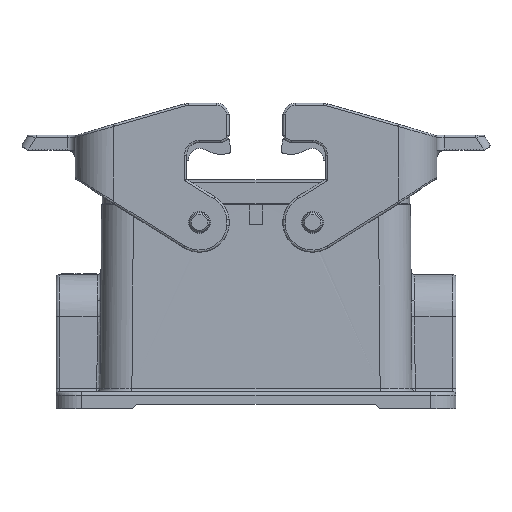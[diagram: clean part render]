
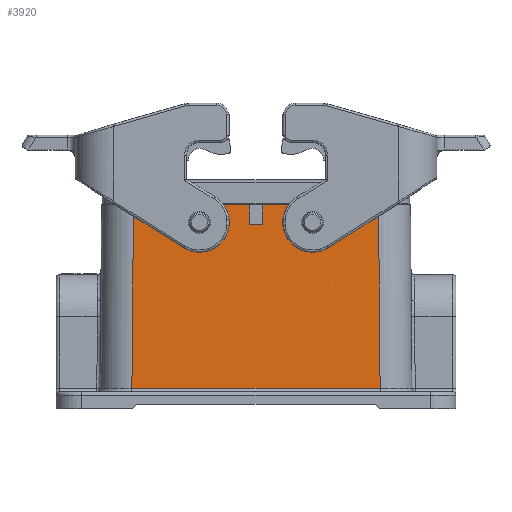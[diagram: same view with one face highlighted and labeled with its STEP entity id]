
A CAD part, front view. The second image highlights one B-rep face of the part: STEP entity #3920.
In plain terms, the highlighted planar face has unit normal (0, -1, 0.007).
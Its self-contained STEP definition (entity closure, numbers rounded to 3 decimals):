
#3920=ADVANCED_FACE('',(#5075,#5076,#5077),#4703,.T.);
#4703=PLANE('',#17544);
#5075=FACE_BOUND('',#5268,.T.);
#5076=FACE_BOUND('',#5269,.T.);
#5077=FACE_BOUND('',#5270,.T.);
#5268=EDGE_LOOP('',(#6292,#6293,#6294,#6295));
#5269=EDGE_LOOP('',(#6296,#6297,#6298,#6299));
#5270=EDGE_LOOP('',(#6300,#6301,#6302,#6303,#6304,#6305,#6306,#6307));
#6153=ELLIPSE('',#17542,3.5,3.5);
#6154=ELLIPSE('',#17543,3.5,3.5);
#6292=ORIENTED_EDGE('',*,*,#11389,.F.);
#6293=ORIENTED_EDGE('',*,*,#11390,.F.);
#6294=ORIENTED_EDGE('',*,*,#11391,.F.);
#6295=ORIENTED_EDGE('',*,*,#11392,.F.);
#6296=ORIENTED_EDGE('',*,*,#11393,.F.);
#6297=ORIENTED_EDGE('',*,*,#11394,.F.);
#6298=ORIENTED_EDGE('',*,*,#11395,.F.);
#6299=ORIENTED_EDGE('',*,*,#11396,.F.);
#6300=ORIENTED_EDGE('',*,*,#11397,.T.);
#6301=ORIENTED_EDGE('',*,*,#11398,.T.);
#6302=ORIENTED_EDGE('',*,*,#11399,.T.);
#6303=ORIENTED_EDGE('',*,*,#11400,.T.);
#6304=ORIENTED_EDGE('',*,*,#11401,.F.);
#6305=ORIENTED_EDGE('',*,*,#11402,.T.);
#6306=ORIENTED_EDGE('',*,*,#11403,.F.);
#6307=ORIENTED_EDGE('',*,*,#11404,.T.);
#10150=VERTEX_POINT('',#24279);
#10151=VERTEX_POINT('',#24280);
#10152=VERTEX_POINT('',#24282);
#10153=VERTEX_POINT('',#24284);
#10154=VERTEX_POINT('',#24296);
#10155=VERTEX_POINT('',#24297);
#10156=VERTEX_POINT('',#24299);
#10157=VERTEX_POINT('',#24301);
#10158=VERTEX_POINT('',#24304);
#10159=VERTEX_POINT('',#24305);
#10160=VERTEX_POINT('',#24307);
#10161=VERTEX_POINT('',#24309);
#10162=VERTEX_POINT('',#24311);
#10163=VERTEX_POINT('',#24313);
#10164=VERTEX_POINT('',#24315);
#10165=VERTEX_POINT('',#24317);
#11389=EDGE_CURVE('',#10150,#10151,#13338,.T.);
#11390=EDGE_CURVE('',#10152,#10150,#14375,.T.);
#11391=EDGE_CURVE('',#10153,#10152,#6153,.T.);
#11392=EDGE_CURVE('',#10151,#10153,#14376,.T.);
#11393=EDGE_CURVE('',#10154,#10155,#13339,.T.);
#11394=EDGE_CURVE('',#10156,#10154,#14377,.T.);
#11395=EDGE_CURVE('',#10157,#10156,#6154,.T.);
#11396=EDGE_CURVE('',#10155,#10157,#14378,.T.);
#11397=EDGE_CURVE('',#10158,#10159,#14379,.T.);
#11398=EDGE_CURVE('',#10159,#10160,#14380,.T.);
#11399=EDGE_CURVE('',#10160,#10161,#14381,.T.);
#11400=EDGE_CURVE('',#10161,#10162,#14382,.T.);
#11401=EDGE_CURVE('',#10163,#10162,#14383,.T.);
#11402=EDGE_CURVE('',#10163,#10164,#14384,.T.);
#11403=EDGE_CURVE('',#10165,#10164,#14385,.T.);
#11404=EDGE_CURVE('',#10165,#10158,#14386,.T.);
#13338=B_SPLINE_CURVE_WITH_KNOTS('',3,(#24269,#24270,#24271,#24272,#24273,
#24274,#24275,#24276,#24277,#24278),.UNSPECIFIED.,.F.,.F.,(4,2,2,2,4),(0.,
0.25,0.5,0.75,1.),.UNSPECIFIED.);
#13339=B_SPLINE_CURVE_WITH_KNOTS('',3,(#24286,#24287,#24288,#24289,#24290,
#24291,#24292,#24293,#24294,#24295),.UNSPECIFIED.,.F.,.F.,(4,2,2,2,4),(0.,
0.25,0.5,0.75,1.),.UNSPECIFIED.);
#14375=LINE('',#24281,#15617);
#14376=LINE('',#24285,#15618);
#14377=LINE('',#24298,#15619);
#14378=LINE('',#24302,#15620);
#14379=LINE('',#24303,#15621);
#14380=LINE('',#24306,#15622);
#14381=LINE('',#24308,#15623);
#14382=LINE('',#24310,#15624);
#14383=LINE('',#24312,#15625);
#14384=LINE('',#24314,#15626);
#14385=LINE('',#24316,#15627);
#14386=LINE('',#24318,#15628);
#15617=VECTOR('',#18931,1.);
#15618=VECTOR('',#18934,1.);
#15619=VECTOR('',#18935,1.);
#15620=VECTOR('',#18938,1.);
#15621=VECTOR('',#18939,1.);
#15622=VECTOR('',#18940,1.);
#15623=VECTOR('',#18941,1.);
#15624=VECTOR('',#18942,1.);
#15625=VECTOR('',#18943,1.);
#15626=VECTOR('',#18944,1.);
#15627=VECTOR('',#18945,1.);
#15628=VECTOR('',#18946,1.);
#17542=AXIS2_PLACEMENT_3D('',#24283,#18932,#18933);
#17543=AXIS2_PLACEMENT_3D('',#24300,#18936,#18937);
#17544=AXIS2_PLACEMENT_3D('',#24319,#18947,#18948);
#18931=DIRECTION('',(-1.,0.,0.));
#18932=DIRECTION('',(0.,-1.,0.007));
#18933=DIRECTION('',(0.,-0.007,-1.));
#18934=DIRECTION('',(-1.,0.,0.));
#18935=DIRECTION('',(-1.,0.,0.));
#18936=DIRECTION('',(0.,-1.,0.007));
#18937=DIRECTION('',(0.,-0.007,-1.));
#18938=DIRECTION('',(-1.,0.,0.));
#18939=DIRECTION('',(-0.009,-0.007,-1.));
#18940=DIRECTION('',(1.,0.,0.));
#18941=DIRECTION('',(-0.009,0.007,1.));
#18942=DIRECTION('',(-1.,0.,0.));
#18943=DIRECTION('',(0.,0.007,1.));
#18944=DIRECTION('',(-1.,0.,0.));
#18945=DIRECTION('',(0.,-0.007,-1.));
#18946=DIRECTION('',(-1.,0.,0.));
#18947=DIRECTION('',(0.,-1.,0.007));
#18948=DIRECTION('',(0.,-0.007,-1.));
#24269=CARTESIAN_POINT('',(15.1,-21.531,1.55));
#24270=CARTESIAN_POINT('',(15.1,-21.531,2.047));
#24271=CARTESIAN_POINT('',(14.925,-21.531,2.47));
#24272=CARTESIAN_POINT('',(14.222,-21.531,3.174));
#24273=CARTESIAN_POINT('',(13.798,-21.531,3.35));
#24274=CARTESIAN_POINT('',(12.804,-21.531,3.35));
#24275=CARTESIAN_POINT('',(12.38,-21.531,3.175));
#24276=CARTESIAN_POINT('',(11.676,-21.531,2.473));
#24277=CARTESIAN_POINT('',(11.501,-21.531,2.049));
#24278=CARTESIAN_POINT('',(11.5,-21.531,1.552));
#24279=CARTESIAN_POINT('',(15.1,-21.531,1.55));
#24280=CARTESIAN_POINT('',(11.502,-21.531,1.554));
#24281=CARTESIAN_POINT('',(57.,-21.531,1.55));
#24282=CARTESIAN_POINT('',(16.8,-21.531,1.55));
#24283=CARTESIAN_POINT('',(13.3,-21.531,1.55));
#24284=CARTESIAN_POINT('',(9.8,-21.531,1.55));
#24285=CARTESIAN_POINT('',(57.,-21.531,1.55));
#24286=CARTESIAN_POINT('',(-11.5,-21.531,1.55));
#24287=CARTESIAN_POINT('',(-11.5,-21.531,2.047));
#24288=CARTESIAN_POINT('',(-11.676,-21.531,2.471));
#24289=CARTESIAN_POINT('',(-12.378,-21.531,3.174));
#24290=CARTESIAN_POINT('',(-12.802,-21.531,3.35));
#24291=CARTESIAN_POINT('',(-13.796,-21.531,3.35));
#24292=CARTESIAN_POINT('',(-14.22,-21.531,3.175));
#24293=CARTESIAN_POINT('',(-14.924,-21.531,2.473));
#24294=CARTESIAN_POINT('',(-15.099,-21.531,2.049));
#24295=CARTESIAN_POINT('',(-15.1,-21.531,1.552));
#24296=CARTESIAN_POINT('',(-11.499,-21.531,1.55));
#24297=CARTESIAN_POINT('',(-15.098,-21.531,1.554));
#24298=CARTESIAN_POINT('',(57.,-21.531,1.55));
#24299=CARTESIAN_POINT('',(-9.8,-21.531,1.55));
#24300=CARTESIAN_POINT('',(-13.3,-21.531,1.55));
#24301=CARTESIAN_POINT('',(-16.8,-21.531,1.55));
#24302=CARTESIAN_POINT('',(57.,-21.531,1.55));
#24303=CARTESIAN_POINT('',(-29.169,-21.82,-37.515));
#24304=CARTESIAN_POINT('',(-28.8,-21.5,5.7));
#24305=CARTESIAN_POINT('',(-29.168,-21.819,-37.456));
#24306=CARTESIAN_POINT('',(29.175,-21.819,-37.456));
#24307=CARTESIAN_POINT('',(29.168,-21.819,-37.456));
#24308=CARTESIAN_POINT('',(29.177,-21.827,-38.487));
#24309=CARTESIAN_POINT('',(28.8,-21.5,5.7));
#24310=CARTESIAN_POINT('',(57.,-21.5,5.7));
#24311=CARTESIAN_POINT('',(1.6,-21.5,5.7));
#24312=CARTESIAN_POINT('',(1.6,-21.825,-38.25));
#24313=CARTESIAN_POINT('',(1.6,-21.535,1.));
#24314=CARTESIAN_POINT('',(57.,-21.535,1.));
#24315=CARTESIAN_POINT('',(-1.6,-21.535,1.));
#24316=CARTESIAN_POINT('',(-1.6,-21.825,-38.25));
#24317=CARTESIAN_POINT('',(-1.6,-21.5,5.7));
#24318=CARTESIAN_POINT('',(57.,-21.5,5.7));
#24319=CARTESIAN_POINT('',(57.,-21.825,-38.25));
